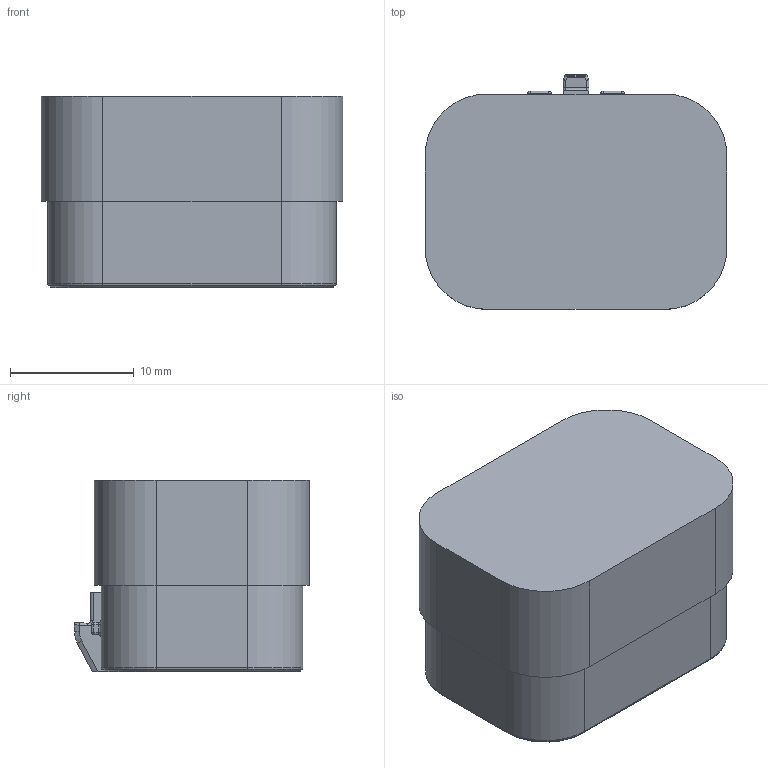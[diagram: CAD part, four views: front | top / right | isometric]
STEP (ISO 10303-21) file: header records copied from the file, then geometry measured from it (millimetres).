
FILE_DESCRIPTION((''),'2;1');
FILE_NAME('RN_128-04','2023-06-05T16:25:19',('J_Laengerich'),(''),'CREO PARAMETRIC BY PTC INC, 2022281','CREO PARAMETRIC BY PTC INC, 2022281','');
FILE_SCHEMA(('AUTOMOTIVE_DESIGN { 1 0 10303 214 1 1 1 1 }'));
Length unit declared in the file: millimetre
Products named in the file (1): RN_128-04
Bounding box: 24.4 x 19 x 15.5 mm (x, y, z)
Volume: 3183.6 mm3; surface area: 3719.6 mm2
Topology: 1 solids, 1 shells, 452 faces, 1016 edges, 580 vertices
Faces by surface type: plane 161, cylinder 142, cone 91, torus 34, bspline 16, sphere 8
Entity records: 15782 total; most frequent: CARTESIAN_POINT 2394, DIRECTION 2283, ORIENTED_EDGE 2012, EDGE_CURVE 1006, AXIS2_PLACEMENT_3D 855, VERTEX_POINT 580, VECTOR 573, LINE 573
